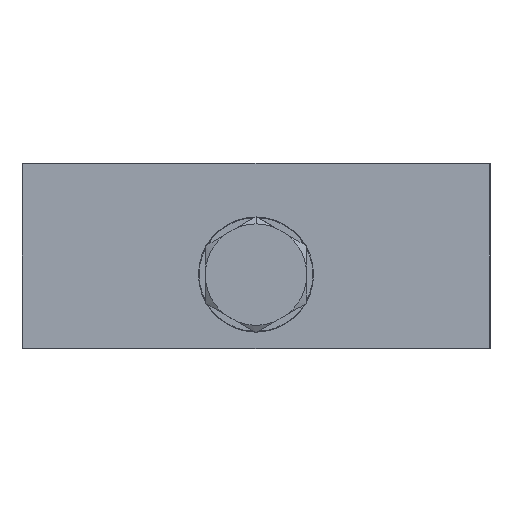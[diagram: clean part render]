
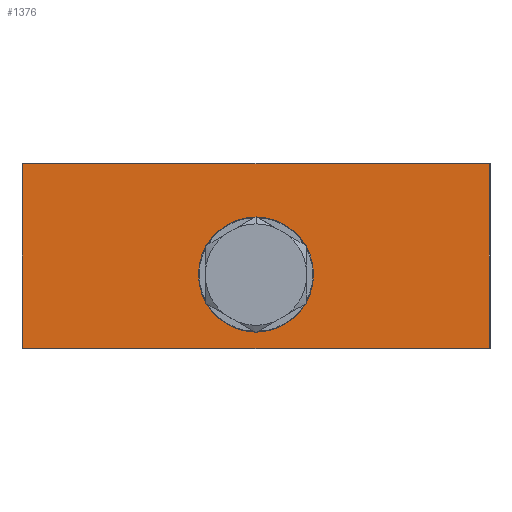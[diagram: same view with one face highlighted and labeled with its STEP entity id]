
A CAD part, front view. The second image highlights one B-rep face of the part: STEP entity #1376.
In plain terms, the highlighted planar face has unit normal (0, -1, 0).
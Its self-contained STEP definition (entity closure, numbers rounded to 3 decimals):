
#68 = VERTEX_POINT ( 'NONE', #1075 ) ;
#103 = ORIENTED_EDGE ( 'NONE', *, *, #513, .T. ) ;
#166 = VERTEX_POINT ( 'NONE', #2242 ) ;
#199 = VERTEX_POINT ( 'NONE', #2233 ) ;
#203 = VERTEX_POINT ( 'NONE', #2226 ) ;
#229 = VERTEX_POINT ( 'NONE', #2210 ) ;
#231 = VERTEX_POINT ( 'NONE', #2209 ) ;
#278 = ORIENTED_EDGE ( 'NONE', *, *, #508, .T. ) ;
#280 = ORIENTED_EDGE ( 'NONE', *, *, #622, .T. ) ;
#282 = ORIENTED_EDGE ( 'NONE', *, *, #510, .T. ) ;
#286 = ORIENTED_EDGE ( 'NONE', *, *, #518, .T. ) ;
#288 = ORIENTED_EDGE ( 'NONE', *, *, #505, .T. ) ;
#494 = CARTESIAN_POINT ( 'NONE',  ( 31.5, 0., 0.1 ) ) ;
#505 = EDGE_CURVE ( 'NONE', #166, #229, #1371, .T. ) ;
#508 = EDGE_CURVE ( 'NONE', #231, #68, #2412, .T. ) ;
#510 = EDGE_CURVE ( 'NONE', #229, #199, #1397, .T. ) ;
#513 = EDGE_CURVE ( 'NONE', #199, #203, #1408, .T. ) ;
#518 = EDGE_CURVE ( 'NONE', #203, #166, #1423, .T. ) ;
#622 = EDGE_CURVE ( 'NONE', #68, #231, #1779, .T. ) ;
#861 = EDGE_LOOP ( 'NONE', ( #280, #278 ) ) ;
#871 = EDGE_LOOP ( 'NONE', ( #103, #286, #288, #282 ) ) ;
#1075 = CARTESIAN_POINT ( 'NONE',  ( 0., 0., 17.75 ) ) ;
#1123 = AXIS2_PLACEMENT_3D ( 'NONE', #1849, #1863, #1864 ) ;
#1371 = LINE ( 'NONE', #494, #2419 ) ;
#1376 = ADVANCED_FACE ( 'NONE', ( #1859, #1860 ), #1861, .F. ) ;
#1392 = CARTESIAN_POINT ( 'NONE',  ( 31.4, 0., 25. ) ) ;
#1393 = CARTESIAN_POINT ( 'NONE',  ( 0., 0., 10. ) ) ;
#1394 = DIRECTION ( 'NONE',  ( 0., 1., 0. ) ) ;
#1395 = DIRECTION ( 'NONE',  ( 0., 0., 1. ) ) ;
#1397 = LINE ( 'NONE', #1392, #2409 ) ;
#1401 = DIRECTION ( 'NONE',  ( 0., 0., 1. ) ) ;
#1408 = LINE ( 'NONE', #1409, #2403 ) ;
#1409 = CARTESIAN_POINT ( 'NONE',  ( -31.5, 0., 24.9 ) ) ;
#1410 = DIRECTION ( 'NONE',  ( -1., 0., 0. ) ) ;
#1423 = LINE ( 'NONE', #1424, #2398 ) ;
#1424 = CARTESIAN_POINT ( 'NONE',  ( -31.4, 0., 25. ) ) ;
#1425 = DIRECTION ( 'NONE',  ( 0., 0., -1. ) ) ;
#1704 = AXIS2_PLACEMENT_3D ( 'NONE', #2679, #2680, #2681 ) ;
#1779 = CIRCLE ( 'NONE', #1704, 7.75 ) ;
#1849 = CARTESIAN_POINT ( 'NONE',  ( -31.5, 0., 25. ) ) ;
#1859 = FACE_OUTER_BOUND ( 'NONE', #871, .T. ) ;
#1860 = FACE_BOUND ( 'NONE', #861, .T. ) ;
#1861 = PLANE ( 'NONE',  #1123 ) ;
#1863 = DIRECTION ( 'NONE',  ( 0., 1., 0. ) ) ;
#1864 = DIRECTION ( 'NONE',  ( 0., 0., 1. ) ) ;
#2209 = CARTESIAN_POINT ( 'NONE',  ( 0., 0., 2.25 ) ) ;
#2210 = CARTESIAN_POINT ( 'NONE',  ( 31.4, 0., 0.1 ) ) ;
#2226 = CARTESIAN_POINT ( 'NONE',  ( -31.4, 0., 24.9 ) ) ;
#2233 = CARTESIAN_POINT ( 'NONE',  ( 31.4, 0., 24.9 ) ) ;
#2242 = CARTESIAN_POINT ( 'NONE',  ( -31.4, 0., 0.1 ) ) ;
#2349 = DIRECTION ( 'NONE',  ( 1., 0., 0. ) ) ;
#2398 = VECTOR ( 'NONE', #1425, 1000. ) ;
#2403 = VECTOR ( 'NONE', #1410, 1000. ) ;
#2408 = AXIS2_PLACEMENT_3D ( 'NONE', #1393, #1394, #1395 ) ;
#2409 = VECTOR ( 'NONE', #1401, 1000. ) ;
#2412 = CIRCLE ( 'NONE', #2408, 7.75 ) ;
#2419 = VECTOR ( 'NONE', #2349, 1000. ) ;
#2679 = CARTESIAN_POINT ( 'NONE',  ( 0., 0., 10. ) ) ;
#2680 = DIRECTION ( 'NONE',  ( 0., 1., 0. ) ) ;
#2681 = DIRECTION ( 'NONE',  ( 0., 0., 1. ) ) ;
